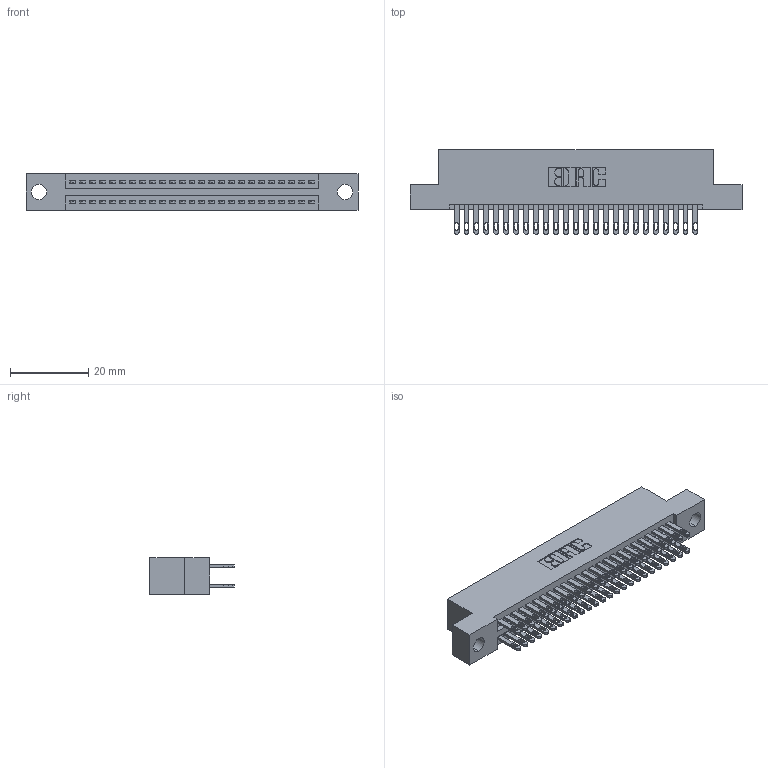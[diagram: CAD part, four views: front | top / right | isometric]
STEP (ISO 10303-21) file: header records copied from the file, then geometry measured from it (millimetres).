
FILE_DESCRIPTION (( 'STEP AP203' ), '1' );
FILE_NAME ('345-050-500-204.STEP', '2021-05-20T03:03:06', ( '' ), ( '' ), 'SwSTEP 2.0', 'SolidWorks 2020', '' );
FILE_SCHEMA (( 'CONFIG_CONTROL_DESIGN' ));
Length unit declared in the file: inch
Products named in the file (3): 345-292-001_345-293-100; 345 Part_Flush Mounting Lugs - 0.156 Dia-TI; 345-050-500-204
Assembly tree (51 placements, depth 2):
  345-050-500-204
    345 Part_Flush Mounting Lugs - 0.156 Dia-TI
    345-292-001_345-293-100  x50
Bounding box: 84.71 x 21.51 x 9.4 mm (x, y, z)
Volume: 8117.8 mm3; surface area: 12031.7 mm2
Topology: 51 solids, 51 shells, 2440 faces, 7427 edges, 4950 vertices
Faces by surface type: plane 1444, cylinder 996
Entity records: 22253 total; most frequent: CARTESIAN_POINT 3750, ORIENTED_EDGE 3682, DIRECTION 3329, EDGE_CURVE 1841, VECTOR 1605, LINE 1605, VERTEX_POINT 1226, AXIS2_PLACEMENT_3D 862
